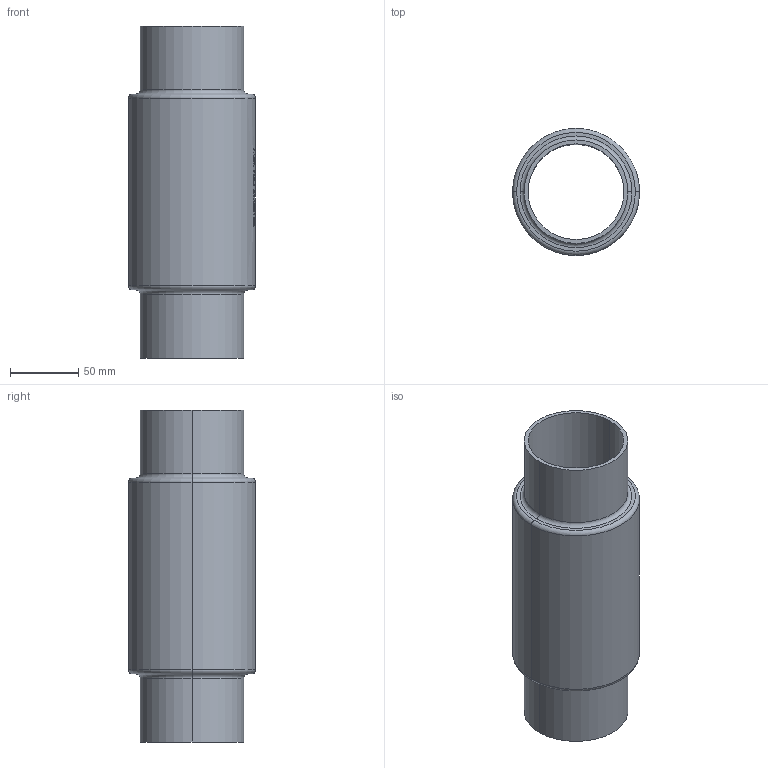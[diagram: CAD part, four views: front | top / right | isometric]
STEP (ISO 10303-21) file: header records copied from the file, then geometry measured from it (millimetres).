
FILE_DESCRIPTION (( 'STEP AP214' ), '1' );
FILE_NAME ('7110000_DN065_ PN10_51420118.STEP', '2022-03-04T08:15:08', ( 'axxx' ), ( 'Hewlett-Packard Company' ), 'SwSTEP 2.0', 'SolidWorks 2019', '' );
FILE_SCHEMA (( 'AUTOMOTIVE_DESIGN' ));
Length unit declared in the file: millimetre
Products named in the file (1): 7110000_DN065_ PN10_51420118
Bounding box: 93.3 x 93.3 x 244 mm (x, y, z)
Volume: 491138.9 mm3; surface area: 128332.9 mm2
Topology: 1 solids, 1 shells, 507 faces, 1360 edges, 904 vertices
Faces by surface type: plane 241, bspline 219, cylinder 39, torus 8
Entity records: 28523 total; most frequent: CARTESIAN_POINT 17402, ORIENTED_EDGE 2720, DIRECTION 1530, EDGE_CURVE 1360, VERTEX_POINT 904, LINE 732, VECTOR 732, EDGE_LOOP 558
